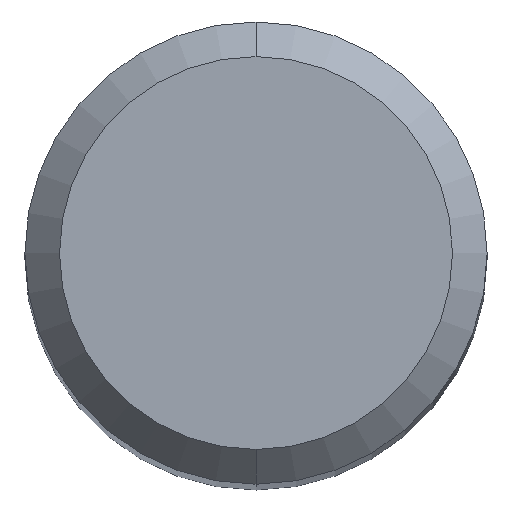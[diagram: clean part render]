
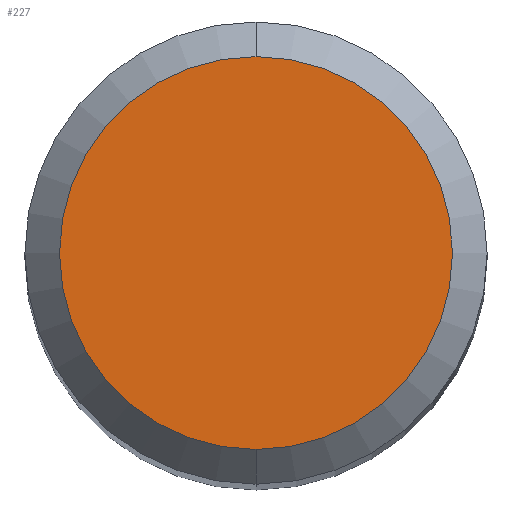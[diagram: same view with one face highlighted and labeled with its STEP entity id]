
A CAD part, top view. The second image highlights one B-rep face of the part: STEP entity #227.
In plain terms, the highlighted planar face has unit normal (0, 0, 1).
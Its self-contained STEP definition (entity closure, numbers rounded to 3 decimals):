
#183=EDGE_CURVE('',#347,#217,#471,.T.);
#217=VERTEX_POINT('',#508);
#227=ADVANCED_FACE('',(#518),#519,.T.);
#347=VERTEX_POINT('',#651);
#359=EDGE_CURVE('',#217,#347,#665,.T.);
#471=CIRCLE('',#798,1.7);
#508=CARTESIAN_POINT('',(0.,-1.7,0.0));
#518=FACE_OUTER_BOUND('',#914,.T.);
#519=PLANE('',#915);
#651=CARTESIAN_POINT('',(0.0,1.7,0.0));
#665=CIRCLE('',#1219,1.7);
#798=AXIS2_PLACEMENT_3D('',#1396,#1397,#1398);
#914=EDGE_LOOP('',(#1435,#1436));
#915=AXIS2_PLACEMENT_3D('',#1437,#1438,#1439);
#1219=AXIS2_PLACEMENT_3D('',#1598,#1599,#1600);
#1396=CARTESIAN_POINT('',(0.0,0.0,0.0));
#1397=DIRECTION('',(0.0,0.0,-1.0));
#1398=DIRECTION('',(0.0,1.0,0.0));
#1435=ORIENTED_EDGE('',*,*,#183,.F.);
#1436=ORIENTED_EDGE('',*,*,#359,.F.);
#1437=CARTESIAN_POINT('',(0.0,0.85,0.0));
#1438=DIRECTION('',(-0.0,0.0,1.0));
#1439=DIRECTION('',(0.0,-1.0,0.0));
#1598=CARTESIAN_POINT('',(0.0,0.0,0.0));
#1599=DIRECTION('',(0.0,0.0,-1.0));
#1600=DIRECTION('',(0.0,1.0,0.0));
